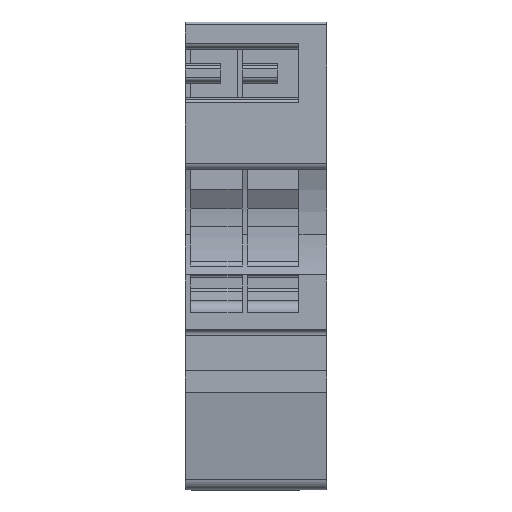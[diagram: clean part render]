
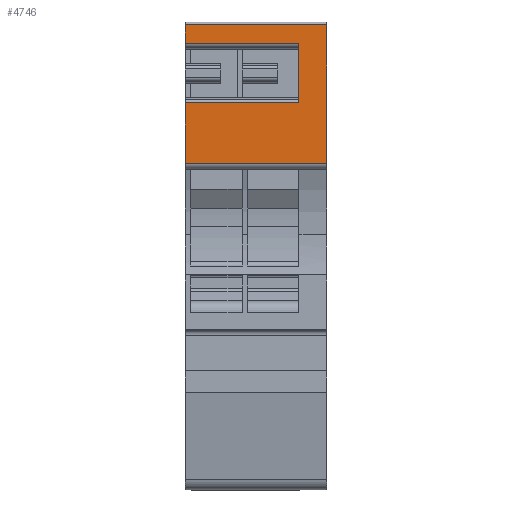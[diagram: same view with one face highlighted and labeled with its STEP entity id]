
A CAD part, front view. The second image highlights one B-rep face of the part: STEP entity #4746.
In plain terms, the highlighted planar face has unit normal (0, -1, 0).
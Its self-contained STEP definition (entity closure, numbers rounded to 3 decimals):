
#4719=AXIS2_PLACEMENT_3D('Plane Axis2P3D',#4716,#4717,#4718) ;
#1577=CARTESIAN_POINT('Vertex',(0.,0.,34.757)) ;
#1787=CARTESIAN_POINT('Vertex',(0.,0.,40.089)) ;
#1790=CARTESIAN_POINT('Line Origine',(0.,0.,40.92)) ;
#1794=CARTESIAN_POINT('Vertex',(0.,0.,41.75)) ;
#2639=CARTESIAN_POINT('Vertex',(0.,0.,29.3)) ;
#2642=CARTESIAN_POINT('Line Origine',(0.,0.,32.028)) ;
#2836=CARTESIAN_POINT('Line Origine',(12.7,0.,35.525)) ;
#2840=CARTESIAN_POINT('Vertex',(12.7,0.,41.75)) ;
#2842=CARTESIAN_POINT('Vertex',(12.7,0.,29.3)) ;
#3747=CARTESIAN_POINT('Line Origine',(5.1,0.,34.757)) ;
#3751=CARTESIAN_POINT('Vertex',(10.2,0.,34.757)) ;
#4696=CARTESIAN_POINT('Line Origine',(5.1,0.,40.089)) ;
#4700=CARTESIAN_POINT('Vertex',(10.2,0.,40.089)) ;
#4716=CARTESIAN_POINT('Axis2P3D Location',(12.7,0.,41.75)) ;
#4721=CARTESIAN_POINT('Line Origine',(6.35,0.,29.3)) ;
#4726=CARTESIAN_POINT('Line Origine',(6.35,0.,41.75)) ;
#4731=CARTESIAN_POINT('Line Origine',(10.2,0.,37.423)) ;
#1791=DIRECTION('Vector Direction',(0.,0.,-1.)) ;
#2643=DIRECTION('Vector Direction',(0.,0.,-1.)) ;
#2837=DIRECTION('Vector Direction',(0.,0.,-1.)) ;
#3748=DIRECTION('Vector Direction',(1.,0.,0.)) ;
#4697=DIRECTION('Vector Direction',(-1.,0.,0.)) ;
#4717=DIRECTION('Axis2P3D Direction',(0.,1.,-0.)) ;
#4718=DIRECTION('Axis2P3D XDirection',(-1.,0.,0.)) ;
#4722=DIRECTION('Vector Direction',(-1.,0.,0.)) ;
#4727=DIRECTION('Vector Direction',(-1.,0.,0.)) ;
#4732=DIRECTION('Vector Direction',(0.,0.,-1.)) ;
#1792=VECTOR('Line Direction',#1791,1.) ;
#2644=VECTOR('Line Direction',#2643,1.) ;
#2838=VECTOR('Line Direction',#2837,1.) ;
#3749=VECTOR('Line Direction',#3748,1.) ;
#4698=VECTOR('Line Direction',#4697,1.) ;
#4723=VECTOR('Line Direction',#4722,1.) ;
#4728=VECTOR('Line Direction',#4727,1.) ;
#4733=VECTOR('Line Direction',#4732,1.) ;
#4737=ORIENTED_EDGE('',*,*,#3753,.F.) ;
#4738=ORIENTED_EDGE('',*,*,#2646,.T.) ;
#4739=ORIENTED_EDGE('',*,*,#4725,.F.) ;
#4740=ORIENTED_EDGE('',*,*,#2844,.F.) ;
#4741=ORIENTED_EDGE('',*,*,#4730,.T.) ;
#4742=ORIENTED_EDGE('',*,*,#1796,.T.) ;
#4743=ORIENTED_EDGE('',*,*,#4702,.F.) ;
#4744=ORIENTED_EDGE('',*,*,#4735,.T.) ;
#4746=ADVANCED_FACE('V1',(#4745),#4720,.F.) ;
#1796=EDGE_CURVE('',#1795,#1788,#1793,.T.) ;
#2646=EDGE_CURVE('',#1578,#2640,#2645,.T.) ;
#2844=EDGE_CURVE('',#2841,#2843,#2839,.T.) ;
#3753=EDGE_CURVE('',#1578,#3752,#3750,.T.) ;
#4702=EDGE_CURVE('',#4701,#1788,#4699,.T.) ;
#4725=EDGE_CURVE('',#2843,#2640,#4724,.T.) ;
#4730=EDGE_CURVE('',#2841,#1795,#4729,.T.) ;
#4735=EDGE_CURVE('',#4701,#3752,#4734,.T.) ;
#4736=EDGE_LOOP('',(#4737,#4738,#4739,#4740,#4741,#4742,#4743,#4744)) ;
#4745=FACE_OUTER_BOUND('',#4736,.T.) ;
#1793=LINE('Line',#1790,#1792) ;
#2645=LINE('Line',#2642,#2644) ;
#2839=LINE('Line',#2836,#2838) ;
#3750=LINE('Line',#3747,#3749) ;
#4699=LINE('Line',#4696,#4698) ;
#4724=LINE('Line',#4721,#4723) ;
#4729=LINE('Line',#4726,#4728) ;
#4734=LINE('Line',#4731,#4733) ;
#4720=PLANE('',#4719) ;
#1578=VERTEX_POINT('',#1577) ;
#1788=VERTEX_POINT('',#1787) ;
#1795=VERTEX_POINT('',#1794) ;
#2640=VERTEX_POINT('',#2639) ;
#2841=VERTEX_POINT('',#2840) ;
#2843=VERTEX_POINT('',#2842) ;
#3752=VERTEX_POINT('',#3751) ;
#4701=VERTEX_POINT('',#4700) ;
